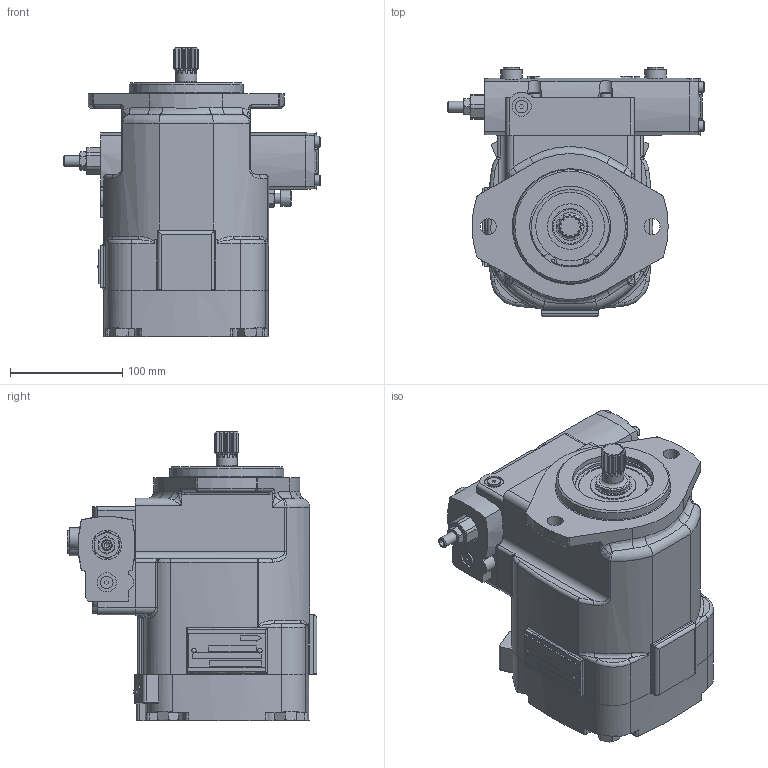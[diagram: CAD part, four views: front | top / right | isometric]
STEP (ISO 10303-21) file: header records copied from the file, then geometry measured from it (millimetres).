
FILE_DESCRIPTION((''),'2;1');
FILE_NAME('PVWJ_025_034_046.stp','2015-12-19T12:19:38',('JGroves'),(''),'Autodesk Inventor 2012','Autodesk Inventor 2012','');
FILE_SCHEMA(('AUTOMOTIVE_DESIGN { 1 0 10303 214 1 1 1 1 }'));
Length unit declared in the file: inch
Products named in the file (1): Assembly1_Shrinkwrap_1
Bounding box: 228.27 x 222.5 x 257.76 mm (x, y, z)
Surface area: 260306.3 mm2 (no closed solid volume)
Topology: 0 solids, 33 shells, 1266 faces, 3592 edges, 2344 vertices
Faces by surface type: plane 816, cylinder 233, cone 76, bspline 67, torus 55, sphere 11, revolution 8
Full cylindrical faces by diameter (mm): 3.175 x2, 4.775 x1, 7.62 x1, 9.525 x11, 11.125 x3, 13.487 x1, 14.275 x5, 16.51 x1, 17.069 x2, 18.796 x1, 19.05 x2, 22.225 x1, 26.162 x1, 30.013 x2, 33.325 x1, 40.414 x1, 41.275 x1, 61.242 x1, 72.034 x1, 76.352 x1, 101.6 x1
Entity records: 46630 total; most frequent: CARTESIAN_POINT 13142, ORIENTED_EDGE 6547, DIRECTION 6437, EDGE_CURVE 3491, VERTEX_POINT 2322, VECTOR 2285, LINE 2285, AXIS2_PLACEMENT_3D 2072
